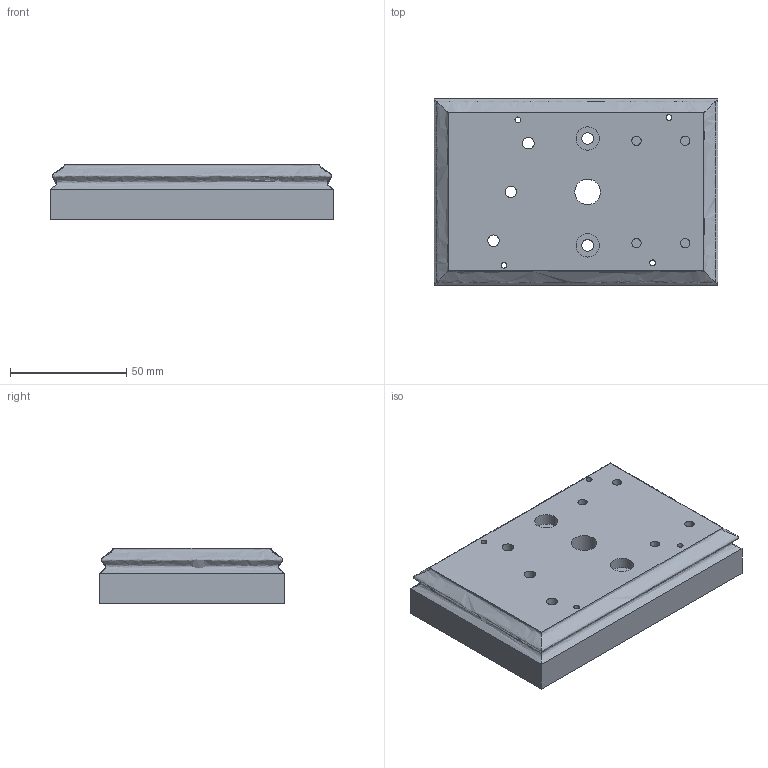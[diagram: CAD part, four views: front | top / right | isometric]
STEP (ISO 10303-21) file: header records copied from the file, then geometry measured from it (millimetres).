
FILE_DESCRIPTION(/* description */ (''),/* implementation_level */ '2;1');
FILE_NAME(/* name */ '01-01-WoodenBase v9.step',/* time_stamp */ '2023-12-27T09:24:03+01:00',/* author */ (''),/* organization */ (''),/* preprocessor_version */ 'ST-DEVELOPER v20',/* originating_system */ 'Autodesk Translation Framework v12.14.0.127',/* authorisation */ '');
FILE_SCHEMA (('AUTOMOTIVE_DESIGN { 1 0 10303 214 3 1 1 }'));
Length unit declared in the file: millimetre
Products named in the file (1): 01-01-WoodenBase
Bounding box: 122 x 80 x 24 mm (x, y, z)
Volume: 212792.3 mm3; surface area: 33831.8 mm2
Topology: 1 solids, 1 shells, 740 faces, 2038 edges, 1357 vertices
Faces by surface type: bspline 447, plane 274, cylinder 19
Full cylindrical faces by diameter (mm): 2.5 x4, 4 x4, 5 x5, 10 x4, 11 x1
Entity records: 27892 total; most frequent: CARTESIAN_POINT 12019, ORIENTED_EDGE 4076, EDGE_CURVE 2038, DIRECTION 1775, VERTEX_POINT 1357, LINE 1109, VECTOR 1109, B_SPLINE_CURVE_WITH_KNOTS 890
